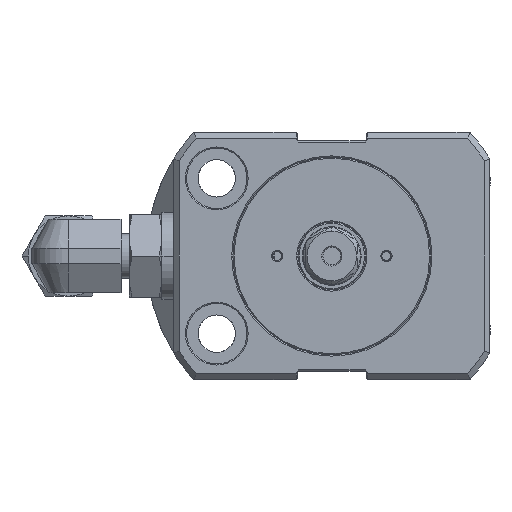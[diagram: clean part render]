
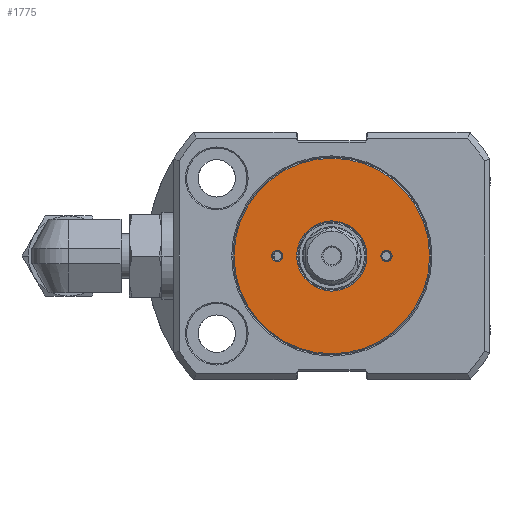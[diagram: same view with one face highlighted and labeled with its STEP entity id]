
A CAD part, left-side view. The second image highlights one B-rep face of the part: STEP entity #1775.
In plain terms, the highlighted planar face has unit normal (-1, 0, 0).
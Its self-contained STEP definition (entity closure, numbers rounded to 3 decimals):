
#956 = CIRCLE ( 'NONE', #4908, 1. ) ;
#1132 = VERTEX_POINT ( 'NONE', #19776 ) ;
#1775 = ADVANCED_FACE ( 'NONE', ( #13413, #8499, #23861, #6884 ), #9704, .F. ) ;
#1986 = ORIENTED_EDGE ( 'NONE', *, *, #6986, .F. ) ;
#2456 = EDGE_CURVE ( 'NONE', #23453, #12511, #9132, .T. ) ;
#3041 = EDGE_CURVE ( 'NONE', #1132, #21555, #956, .T. ) ;
#3475 = AXIS2_PLACEMENT_3D ( 'NONE', #24302, #11781, #15989 ) ;
#3901 = DIRECTION ( 'NONE',  ( -1., 0., 0. ) ) ;
#4644 = DIRECTION ( 'NONE',  ( -1., 0., 0. ) ) ;
#4908 = AXIS2_PLACEMENT_3D ( 'NONE', #22310, #9541, #24503 ) ;
#4956 = ORIENTED_EDGE ( 'NONE', *, *, #5421, .F. ) ;
#5421 = EDGE_CURVE ( 'NONE', #7139, #14562, #16799, .T. ) ;
#6268 = CARTESIAN_POINT ( 'NONE',  ( 0., 0., -6.1 ) ) ;
#6277 = DIRECTION ( 'NONE',  ( 1., 0., 0. ) ) ;
#6860 = CARTESIAN_POINT ( 'NONE',  ( 0., 0., 0. ) ) ;
#6884 = FACE_BOUND ( 'NONE', #10377, .T. ) ;
#6986 = EDGE_CURVE ( 'NONE', #24411, #23234, #13525, .T. ) ;
#7139 = VERTEX_POINT ( 'NONE', #11509 ) ;
#7604 = CARTESIAN_POINT ( 'NONE',  ( 0., 0., 0. ) ) ;
#8499 = FACE_BOUND ( 'NONE', #22793, .T. ) ;
#8889 = DIRECTION ( 'NONE',  ( 0., 0., -1. ) ) ;
#8940 = EDGE_LOOP ( 'NONE', ( #1986, #9921 ) ) ;
#9132 = CIRCLE ( 'NONE', #25371, 6.1 ) ;
#9137 = DIRECTION ( 'NONE',  ( 0., 0., 1. ) ) ;
#9428 = ORIENTED_EDGE ( 'NONE', *, *, #3041, .F. ) ;
#9541 = DIRECTION ( 'NONE',  ( -1., 0., 0. ) ) ;
#9704 = PLANE ( 'NONE',  #3475 ) ;
#9921 = ORIENTED_EDGE ( 'NONE', *, *, #13268, .F. ) ;
#10377 = EDGE_LOOP ( 'NONE', ( #10405, #9428 ) ) ;
#10405 = ORIENTED_EDGE ( 'NONE', *, *, #11014, .F. ) ;
#11014 = EDGE_CURVE ( 'NONE', #21555, #1132, #19528, .T. ) ;
#11382 = DIRECTION ( 'NONE',  ( -1., 0., 0. ) ) ;
#11509 = CARTESIAN_POINT ( 'NONE',  ( 0., 9.5, 1. ) ) ;
#11781 = DIRECTION ( 'NONE',  ( 1., 0., 0. ) ) ;
#11796 = DIRECTION ( 'NONE',  ( 0., 0., 1. ) ) ;
#12511 = VERTEX_POINT ( 'NONE', #6268 ) ;
#13070 = EDGE_LOOP ( 'NONE', ( #4956, #17743 ) ) ;
#13206 = AXIS2_PLACEMENT_3D ( 'NONE', #25286, #6277, #20895 ) ;
#13268 = EDGE_CURVE ( 'NONE', #23234, #24411, #17009, .T. ) ;
#13413 = FACE_OUTER_BOUND ( 'NONE', #8940, .T. ) ;
#13525 = CIRCLE ( 'NONE', #21280, 17. ) ;
#14562 = VERTEX_POINT ( 'NONE', #24557 ) ;
#15132 = CIRCLE ( 'NONE', #20612, 1. ) ;
#15180 = DIRECTION ( 'NONE',  ( 1., 0., 0. ) ) ;
#15456 = DIRECTION ( 'NONE',  ( 0., 0., 1. ) ) ;
#15989 = DIRECTION ( 'NONE',  ( 0., 0., -1. ) ) ;
#16799 = CIRCLE ( 'NONE', #24042, 1. ) ;
#17009 = CIRCLE ( 'NONE', #13206, 17. ) ;
#17743 = ORIENTED_EDGE ( 'NONE', *, *, #20629, .F. ) ;
#18135 = CARTESIAN_POINT ( 'NONE',  ( 0., 0., -17. ) ) ;
#19364 = DIRECTION ( 'NONE',  ( -1., 0., 0. ) ) ;
#19475 = AXIS2_PLACEMENT_3D ( 'NONE', #6860, #4644, #9137 ) ;
#19528 = CIRCLE ( 'NONE', #22069, 1. ) ;
#19551 = CIRCLE ( 'NONE', #19475, 6.1 ) ;
#19691 = DIRECTION ( 'NONE',  ( 0., 0., 1. ) ) ;
#19776 = CARTESIAN_POINT ( 'NONE',  ( 0., -9.5, -1. ) ) ;
#20117 = ORIENTED_EDGE ( 'NONE', *, *, #2456, .F. ) ;
#20470 = CARTESIAN_POINT ( 'NONE',  ( 0., 0., 6.1 ) ) ;
#20612 = AXIS2_PLACEMENT_3D ( 'NONE', #22436, #3901, #24442 ) ;
#20629 = EDGE_CURVE ( 'NONE', #14562, #7139, #15132, .T. ) ;
#20895 = DIRECTION ( 'NONE',  ( 0., 0., -1. ) ) ;
#21280 = AXIS2_PLACEMENT_3D ( 'NONE', #25521, #15180, #8889 ) ;
#21555 = VERTEX_POINT ( 'NONE', #21630 ) ;
#21630 = CARTESIAN_POINT ( 'NONE',  ( 0., -9.5, 1. ) ) ;
#21641 = CARTESIAN_POINT ( 'NONE',  ( 0., 9.5, 0. ) ) ;
#22057 = CARTESIAN_POINT ( 'NONE',  ( 0., -9.5, 0. ) ) ;
#22069 = AXIS2_PLACEMENT_3D ( 'NONE', #22057, #11382, #19691 ) ;
#22205 = DIRECTION ( 'NONE',  ( -1., 0., 0. ) ) ;
#22310 = CARTESIAN_POINT ( 'NONE',  ( 0., -9.5, 0. ) ) ;
#22436 = CARTESIAN_POINT ( 'NONE',  ( 0., 9.5, 0. ) ) ;
#22793 = EDGE_LOOP ( 'NONE', ( #20117, #26115 ) ) ;
#23234 = VERTEX_POINT ( 'NONE', #25779 ) ;
#23453 = VERTEX_POINT ( 'NONE', #20470 ) ;
#23615 = EDGE_CURVE ( 'NONE', #12511, #23453, #19551, .T. ) ;
#23861 = FACE_BOUND ( 'NONE', #13070, .T. ) ;
#24042 = AXIS2_PLACEMENT_3D ( 'NONE', #21641, #19364, #15456 ) ;
#24302 = CARTESIAN_POINT ( 'NONE',  ( 0., 0., 0. ) ) ;
#24411 = VERTEX_POINT ( 'NONE', #18135 ) ;
#24442 = DIRECTION ( 'NONE',  ( 0., 0., 1. ) ) ;
#24503 = DIRECTION ( 'NONE',  ( 0., 0., 1. ) ) ;
#24557 = CARTESIAN_POINT ( 'NONE',  ( 0., 9.5, -1. ) ) ;
#25286 = CARTESIAN_POINT ( 'NONE',  ( 0., 0., 0. ) ) ;
#25371 = AXIS2_PLACEMENT_3D ( 'NONE', #7604, #22205, #11796 ) ;
#25521 = CARTESIAN_POINT ( 'NONE',  ( 0., 0., 0. ) ) ;
#25779 = CARTESIAN_POINT ( 'NONE',  ( 0., 0., 17. ) ) ;
#26115 = ORIENTED_EDGE ( 'NONE', *, *, #23615, .F. ) ;
